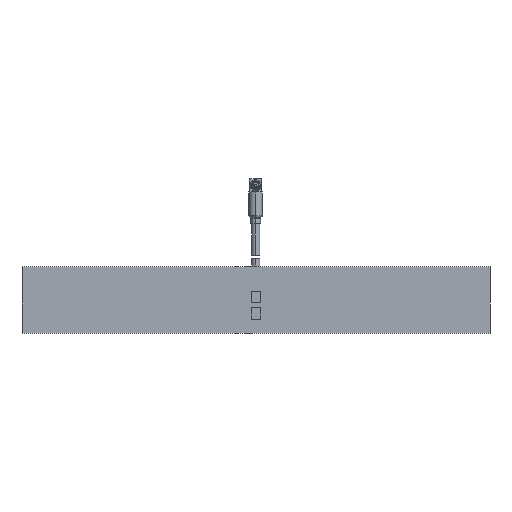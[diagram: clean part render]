
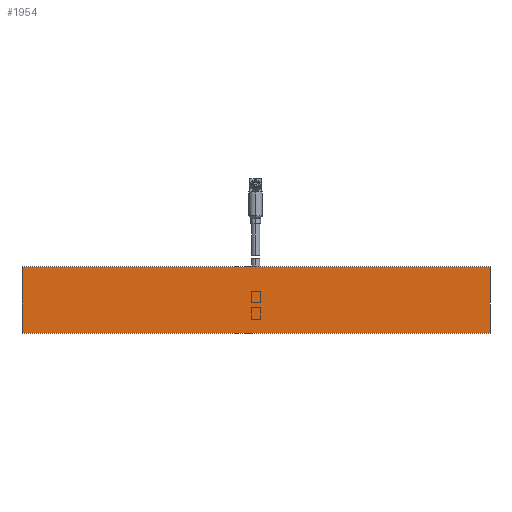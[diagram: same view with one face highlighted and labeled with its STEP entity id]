
A CAD part, top view. The second image highlights one B-rep face of the part: STEP entity #1954.
In plain terms, the highlighted planar face has unit normal (0, 0, 1).
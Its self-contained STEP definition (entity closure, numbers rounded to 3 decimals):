
#1721=DIRECTION('',(0.,1.,0.));
#1722=VECTOR('',#1721,20.);
#1723=CARTESIAN_POINT('',(70.1,-44.3,-3.843));
#1724=LINE('',#1723,#1722);
#1729=DIRECTION('',(1.,0.,0.));
#1730=VECTOR('',#1729,140.);
#1731=CARTESIAN_POINT('',(-69.9,-24.3,-3.843));
#1732=LINE('',#1731,#1730);
#1733=DIRECTION('',(1.,0.,0.));
#1734=VECTOR('',#1733,140.);
#1735=CARTESIAN_POINT('',(-69.9,-44.3,-3.843));
#1736=LINE('',#1735,#1734);
#1741=DIRECTION('',(0.,1.,0.));
#1742=VECTOR('',#1741,20.);
#1743=CARTESIAN_POINT('',(-69.9,-44.3,-3.843));
#1744=LINE('',#1743,#1742);
#1813=CARTESIAN_POINT('',(70.1,-24.3,-3.843));
#1815=VERTEX_POINT('',#1813);
#1817=CARTESIAN_POINT('',(70.1,-44.3,-3.843));
#1818=VERTEX_POINT('',#1817);
#1821=CARTESIAN_POINT('',(-69.9,-24.3,-3.843));
#1823=VERTEX_POINT('',#1821);
#1825=CARTESIAN_POINT('',(-69.9,-44.3,-3.843));
#1826=VERTEX_POINT('',#1825);
#1941=CARTESIAN_POINT('',(70.1,-24.3,-3.843));
#1942=DIRECTION('',(0.,0.,1.));
#1943=DIRECTION('',(0.,-1.,0.));
#1944=AXIS2_PLACEMENT_3D('',#1941,#1942,#1943);
#1945=PLANE('',#1944);
#1946=ORIENTED_EDGE('',*,*,#1922,.F.);
#1948=ORIENTED_EDGE('',*,*,#1947,.F.);
#1950=ORIENTED_EDGE('',*,*,#1949,.T.);
#1951=ORIENTED_EDGE('',*,*,#1933,.T.);
#1952=EDGE_LOOP('',(#1946,#1948,#1950,#1951));
#1953=FACE_OUTER_BOUND('',#1952,.F.);
#1922=EDGE_CURVE('',#1818,#1815,#1724,.T.);
#1933=EDGE_CURVE('',#1823,#1815,#1732,.T.);
#1947=EDGE_CURVE('',#1826,#1818,#1736,.T.);
#1949=EDGE_CURVE('',#1826,#1823,#1744,.T.);
#1954=ADVANCED_FACE('',(#1953),#1945,.T.);
